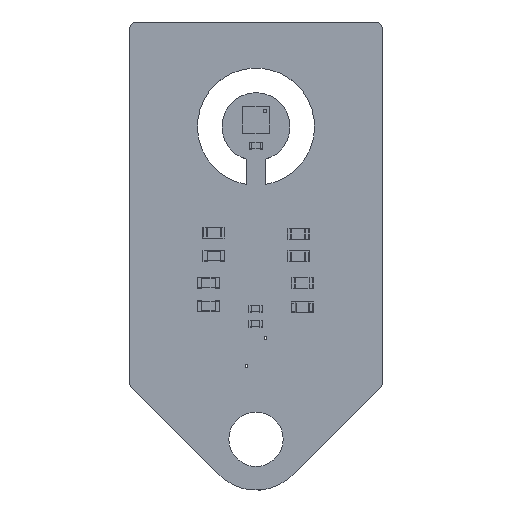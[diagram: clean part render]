
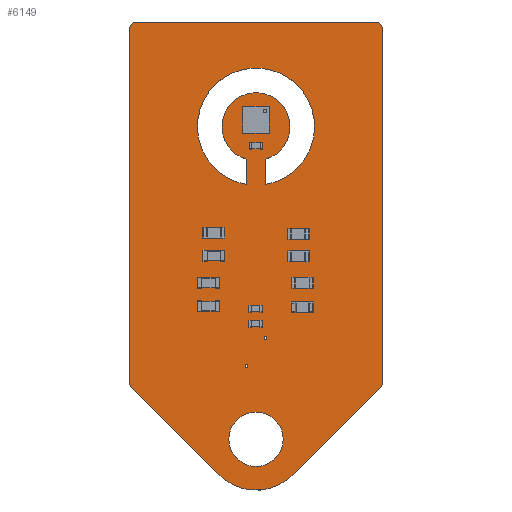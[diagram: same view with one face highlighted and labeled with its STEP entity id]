
A CAD part, top view. The second image highlights one B-rep face of the part: STEP entity #6149.
In plain terms, the highlighted planar face has unit normal (0, 0, 1).
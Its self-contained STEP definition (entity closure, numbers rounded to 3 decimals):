
#5914 = VERTEX_POINT('',#5915);
#5915 = CARTESIAN_POINT('',(8.8,17.224,0.786));
#5921 = EDGE_CURVE('',#5914,#5922,#5924,.T.);
#5922 = VERTEX_POINT('',#5923);
#5923 = CARTESIAN_POINT('',(9.3,16.724,0.786));
#5924 = CIRCLE('',#5925,0.5);
#5925 = AXIS2_PLACEMENT_3D('',#5926,#5927,#5928);
#5926 = CARTESIAN_POINT('',(8.8,16.724,0.786));
#5927 = DIRECTION('',(0.,0.,-1.));
#5928 = DIRECTION('',(0.,1.,0.));
#5956 = VERTEX_POINT('',#5957);
#5957 = CARTESIAN_POINT('',(-8.8,17.224,0.786));
#5963 = EDGE_CURVE('',#5956,#5914,#5964,.T.);
#5964 = LINE('',#5965,#5966);
#5965 = CARTESIAN_POINT('',(-8.8,17.224,0.786));
#5966 = VECTOR('',#5967,1.);
#5967 = DIRECTION('',(1.,0.,0.));
#5985 = EDGE_CURVE('',#5922,#5986,#5988,.T.);
#5986 = VERTEX_POINT('',#5987);
#5987 = CARTESIAN_POINT('',(9.3,-9.323,0.786));
#5988 = LINE('',#5989,#5990);
#5989 = CARTESIAN_POINT('',(9.3,16.724,0.786));
#5990 = VECTOR('',#5991,1.);
#5991 = DIRECTION('',(0.,-1.,0.));
#6149 = ADVANCED_FACE('',(#6150,#6213,#6224,#6235,#6246),#6282,.T.);
#6150 = FACE_BOUND('',#6151,.T.);
#6151 = EDGE_LOOP('',(#6152,#6153,#6154,#6163,#6171,#6180,#6188,#6197,
    #6205,#6212));
#6152 = ORIENTED_EDGE('',*,*,#5921,.F.);
#6153 = ORIENTED_EDGE('',*,*,#5963,.F.);
#6154 = ORIENTED_EDGE('',*,*,#6155,.F.);
#6155 = EDGE_CURVE('',#6156,#5956,#6158,.T.);
#6156 = VERTEX_POINT('',#6157);
#6157 = CARTESIAN_POINT('',(-9.3,16.724,0.786));
#6158 = CIRCLE('',#6159,0.5);
#6159 = AXIS2_PLACEMENT_3D('',#6160,#6161,#6162);
#6160 = CARTESIAN_POINT('',(-8.8,16.724,0.786));
#6161 = DIRECTION('',(0.,0.,-1.));
#6162 = DIRECTION('',(-1.,0.,0.));
#6163 = ORIENTED_EDGE('',*,*,#6164,.F.);
#6164 = EDGE_CURVE('',#6165,#6156,#6167,.T.);
#6165 = VERTEX_POINT('',#6166);
#6166 = CARTESIAN_POINT('',(-9.3,-9.323,0.786));
#6167 = LINE('',#6168,#6169);
#6168 = CARTESIAN_POINT('',(-9.3,-9.323,0.786));
#6169 = VECTOR('',#6170,1.);
#6170 = DIRECTION('',(0.,1.,0.));
#6171 = ORIENTED_EDGE('',*,*,#6172,.F.);
#6172 = EDGE_CURVE('',#6173,#6165,#6175,.T.);
#6173 = VERTEX_POINT('',#6174);
#6174 = CARTESIAN_POINT('',(-9.154,-9.676,0.786));
#6175 = CIRCLE('',#6176,0.5);
#6176 = AXIS2_PLACEMENT_3D('',#6177,#6178,#6179);
#6177 = CARTESIAN_POINT('',(-8.8,-9.323,0.786));
#6178 = DIRECTION('',(0.,0.,-1.));
#6179 = DIRECTION('',(-0.707,-0.707,-0.));
#6180 = ORIENTED_EDGE('',*,*,#6181,.F.);
#6181 = EDGE_CURVE('',#6182,#6173,#6184,.T.);
#6182 = VERTEX_POINT('',#6183);
#6183 = CARTESIAN_POINT('',(-2.65,-16.126,0.786));
#6184 = LINE('',#6185,#6186);
#6185 = CARTESIAN_POINT('',(-2.65,-16.126,0.786));
#6186 = VECTOR('',#6187,1.);
#6187 = DIRECTION('',(-0.71,0.704,0.));
#6188 = ORIENTED_EDGE('',*,*,#6189,.F.);
#6189 = EDGE_CURVE('',#6190,#6182,#6192,.T.);
#6190 = VERTEX_POINT('',#6191);
#6191 = CARTESIAN_POINT('',(2.65,-16.126,0.786));
#6192 = CIRCLE('',#6193,3.748);
#6193 = AXIS2_PLACEMENT_3D('',#6194,#6195,#6196);
#6194 = CARTESIAN_POINT('',(0.,-13.476,0.786));
#6195 = DIRECTION('',(-0.,0.,-1.));
#6196 = DIRECTION('',(0.707,-0.707,-0.));
#6197 = ORIENTED_EDGE('',*,*,#6198,.F.);
#6198 = EDGE_CURVE('',#6199,#6190,#6201,.T.);
#6199 = VERTEX_POINT('',#6200);
#6200 = CARTESIAN_POINT('',(9.154,-9.676,0.786));
#6201 = LINE('',#6202,#6203);
#6202 = CARTESIAN_POINT('',(9.154,-9.676,0.786));
#6203 = VECTOR('',#6204,1.);
#6204 = DIRECTION('',(-0.71,-0.704,0.));
#6205 = ORIENTED_EDGE('',*,*,#6206,.F.);
#6206 = EDGE_CURVE('',#5986,#6199,#6207,.T.);
#6207 = CIRCLE('',#6208,0.5);
#6208 = AXIS2_PLACEMENT_3D('',#6209,#6210,#6211);
#6209 = CARTESIAN_POINT('',(8.8,-9.323,0.786));
#6210 = DIRECTION('',(0.,0.,-1.));
#6211 = DIRECTION('',(1.,0.,0.));
#6212 = ORIENTED_EDGE('',*,*,#5985,.F.);
#6213 = FACE_BOUND('',#6214,.T.);
#6214 = EDGE_LOOP('',(#6215));
#6215 = ORIENTED_EDGE('',*,*,#6216,.T.);
#6216 = EDGE_CURVE('',#6217,#6217,#6219,.T.);
#6217 = VERTEX_POINT('',#6218);
#6218 = CARTESIAN_POINT('',(-0.691,-8.176,0.786));
#6219 = CIRCLE('',#6220,0.1);
#6220 = AXIS2_PLACEMENT_3D('',#6221,#6222,#6223);
#6221 = CARTESIAN_POINT('',(-0.691,-8.076,0.786));
#6222 = DIRECTION('',(-0.,0.,-1.));
#6223 = DIRECTION('',(-0.,-1.,0.));
#6224 = FACE_BOUND('',#6225,.T.);
#6225 = EDGE_LOOP('',(#6226));
#6226 = ORIENTED_EDGE('',*,*,#6227,.F.);
#6227 = EDGE_CURVE('',#6228,#6228,#6230,.T.);
#6228 = VERTEX_POINT('',#6229);
#6229 = CARTESIAN_POINT('',(2.,-13.476,0.786));
#6230 = CIRCLE('',#6231,2.);
#6231 = AXIS2_PLACEMENT_3D('',#6232,#6233,#6234);
#6232 = CARTESIAN_POINT('',(0.,-13.476,0.786));
#6233 = DIRECTION('',(0.,0.,1.));
#6234 = DIRECTION('',(1.,0.,-0.));
#6235 = FACE_BOUND('',#6236,.T.);
#6236 = EDGE_LOOP('',(#6237));
#6237 = ORIENTED_EDGE('',*,*,#6238,.T.);
#6238 = EDGE_CURVE('',#6239,#6239,#6241,.T.);
#6239 = VERTEX_POINT('',#6240);
#6240 = CARTESIAN_POINT('',(0.691,-6.126,0.786));
#6241 = CIRCLE('',#6242,0.1);
#6242 = AXIS2_PLACEMENT_3D('',#6243,#6244,#6245);
#6243 = CARTESIAN_POINT('',(0.691,-6.026,0.786));
#6244 = DIRECTION('',(-0.,0.,-1.));
#6245 = DIRECTION('',(-0.,-1.,0.));
#6246 = FACE_BOUND('',#6247,.T.);
#6247 = EDGE_LOOP('',(#6248,#6259,#6267,#6276));
#6248 = ORIENTED_EDGE('',*,*,#6249,.F.);
#6249 = EDGE_CURVE('',#6250,#6252,#6254,.T.);
#6250 = VERTEX_POINT('',#6251);
#6251 = CARTESIAN_POINT('',(0.7,5.274,0.786));
#6252 = VERTEX_POINT('',#6253);
#6253 = CARTESIAN_POINT('',(-0.7,5.274,0.786));
#6254 = CIRCLE('',#6255,4.307);
#6255 = AXIS2_PLACEMENT_3D('',#6256,#6257,#6258);
#6256 = CARTESIAN_POINT('',(0.,9.524,0.786));
#6257 = DIRECTION('',(0.,0.,1.));
#6258 = DIRECTION('',(0.163,-0.987,0.));
#6259 = ORIENTED_EDGE('',*,*,#6260,.F.);
#6260 = EDGE_CURVE('',#6261,#6250,#6263,.T.);
#6261 = VERTEX_POINT('',#6262);
#6262 = CARTESIAN_POINT('',(0.7,7.124,0.786));
#6263 = LINE('',#6264,#6265);
#6264 = CARTESIAN_POINT('',(0.7,7.124,0.786));
#6265 = VECTOR('',#6266,1.);
#6266 = DIRECTION('',(0.,-1.,0.));
#6267 = ORIENTED_EDGE('',*,*,#6268,.F.);
#6268 = EDGE_CURVE('',#6269,#6261,#6271,.T.);
#6269 = VERTEX_POINT('',#6270);
#6270 = CARTESIAN_POINT('',(-0.7,7.124,0.786));
#6271 = CIRCLE('',#6272,2.5);
#6272 = AXIS2_PLACEMENT_3D('',#6273,#6274,#6275);
#6273 = CARTESIAN_POINT('',(0.,9.524,0.786));
#6274 = DIRECTION('',(0.,0.,-1.));
#6275 = DIRECTION('',(-0.28,-0.96,-0.));
#6276 = ORIENTED_EDGE('',*,*,#6277,.F.);
#6277 = EDGE_CURVE('',#6252,#6269,#6278,.T.);
#6278 = LINE('',#6279,#6280);
#6279 = CARTESIAN_POINT('',(-0.7,5.274,0.786));
#6280 = VECTOR('',#6281,1.);
#6281 = DIRECTION('',(0.,1.,0.));
#6282 = PLANE('',#6283);
#6283 = AXIS2_PLACEMENT_3D('',#6284,#6285,#6286);
#6284 = CARTESIAN_POINT('',(0.,0.,0.786));
#6285 = DIRECTION('',(0.,0.,1.));
#6286 = DIRECTION('',(1.,0.,-0.));
